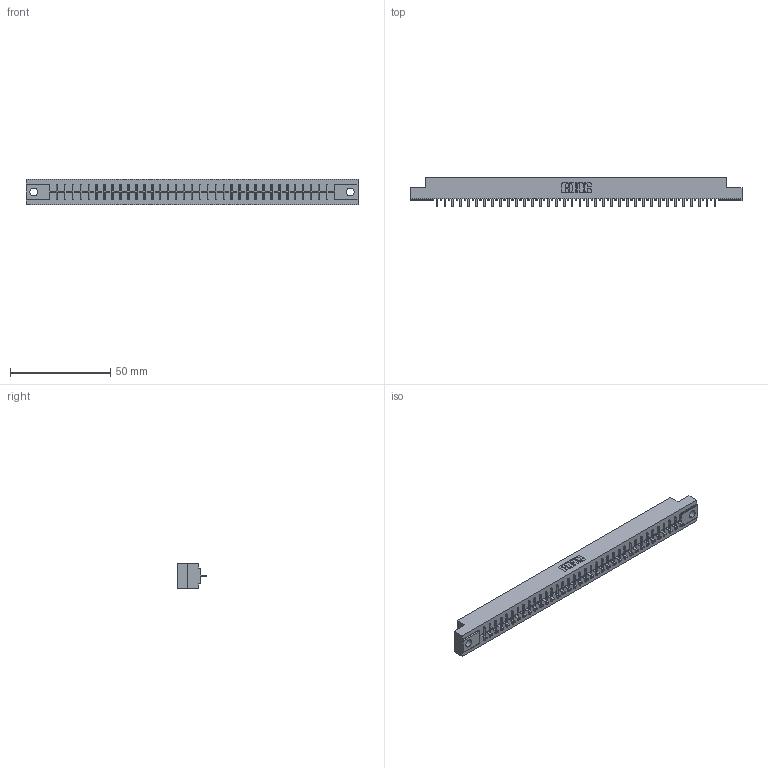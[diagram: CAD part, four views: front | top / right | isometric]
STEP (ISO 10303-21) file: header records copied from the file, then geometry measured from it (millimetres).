
FILE_DESCRIPTION (( 'STEP AP203' ), '1' );
FILE_NAME ('356-036-421-104.STEP', '2020-09-23T22:58:29', ( '' ), ( '' ), 'SwSTEP 2.0', 'SolidWorks 2020', '' );
FILE_SCHEMA (( 'CONFIG_CONTROL_DESIGN' ));
Length unit declared in the file: inch
Products named in the file (3): 306-290-001_121; 306 Part_.156 Dia; 356-036-421-104
Assembly tree (37 placements, depth 2):
  356-036-421-104
    306 Part_.156 Dia
    306-290-001_121  x36
Bounding box: 165.66 x 14.88 x 12.7 mm (x, y, z)
Volume: 18111.7 mm3; surface area: 18082.8 mm2
Topology: 37 solids, 37 shells, 2650 faces, 7444 edges, 4768 vertices
Faces by surface type: plane 1774, cylinder 732, sphere 144
Entity records: 34723 total; most frequent: CARTESIAN_POINT 5833, ORIENTED_EDGE 5780, DIRECTION 5744, EDGE_CURVE 2890, VECTOR 2266, LINE 2266, VERTEX_POINT 1828, AXIS2_PLACEMENT_3D 1739
